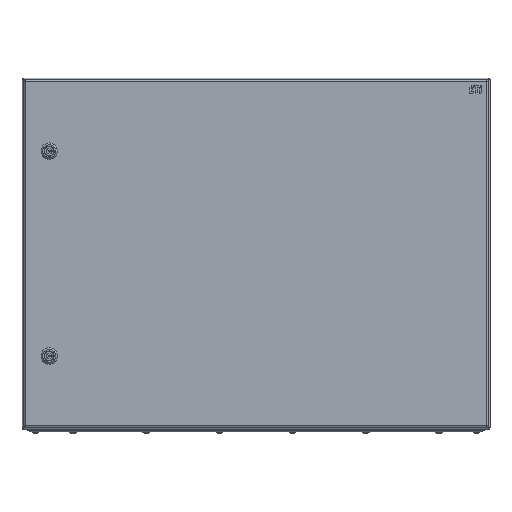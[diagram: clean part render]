
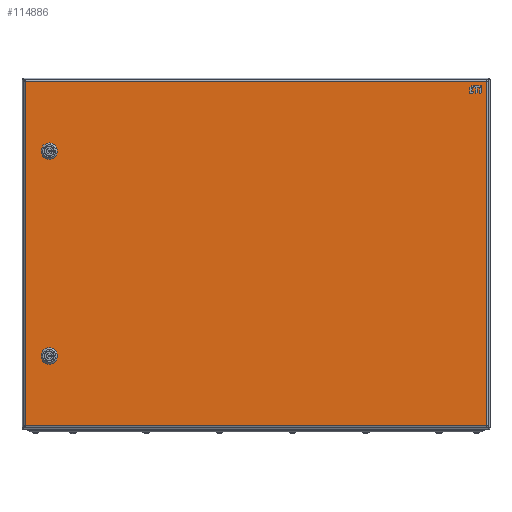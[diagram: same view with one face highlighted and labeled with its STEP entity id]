
A CAD part, front view. The second image highlights one B-rep face of the part: STEP entity #114886.
In plain terms, the highlighted face is planar.
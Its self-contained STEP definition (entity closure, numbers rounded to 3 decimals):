
#113875=DIRECTION('',(0.,1.,0.));
#113876=VECTOR('',#113875,788.4);
#113877=CARTESIAN_POINT('',(-294.5,-294.2,0.));
#113878=LINE('',#113877,#113876);
#113889=CARTESIAN_POINT('',(-175.,-253.7,0.));
#113890=DIRECTION('',(0.,0.,-1.));
#113891=DIRECTION('',(-0.893,0.449,0.));
#113892=AXIS2_PLACEMENT_3D('',#113889,#113890,#113891);
#113897=DIRECTION('',(1.,0.,0.));
#113898=VECTOR('',#113897,10.111);
#113899=CARTESIAN_POINT('',(-180.056,-243.65,0.));
#113900=LINE('',#113899,#113898);
#113904=CARTESIAN_POINT('',(-175.,-253.7,0.));
#113905=DIRECTION('',(0.,0.,-1.));
#113906=DIRECTION('',(0.449,0.893,0.));
#113907=AXIS2_PLACEMENT_3D('',#113904,#113905,#113906);
#113912=DIRECTION('',(0.,-1.,0.));
#113913=VECTOR('',#113912,10.111);
#113914=CARTESIAN_POINT('',(-164.95,-248.644,0.));
#113915=LINE('',#113914,#113913);
#113919=CARTESIAN_POINT('',(-175.,-253.7,0.));
#113920=DIRECTION('',(0.,0.,-1.));
#113921=DIRECTION('',(0.893,-0.449,0.));
#113922=AXIS2_PLACEMENT_3D('',#113919,#113920,#113921);
#113927=DIRECTION('',(-1.,0.,0.));
#113928=VECTOR('',#113927,10.111);
#113929=CARTESIAN_POINT('',(-169.944,-263.75,0.));
#113930=LINE('',#113929,#113928);
#113934=CARTESIAN_POINT('',(-175.,-253.7,0.));
#113935=DIRECTION('',(0.,0.,-1.));
#113936=DIRECTION('',(-0.449,-0.893,0.));
#113937=AXIS2_PLACEMENT_3D('',#113934,#113935,#113936);
#113942=DIRECTION('',(0.,1.,0.));
#113943=VECTOR('',#113942,10.111);
#113944=CARTESIAN_POINT('',(-185.05,-258.756,0.));
#113945=LINE('',#113944,#113943);
#113949=DIRECTION('',(-1.,0.,0.));
#113950=VECTOR('',#113949,10.111);
#113951=CARTESIAN_POINT('',(180.056,-263.75,0.));
#113952=LINE('',#113951,#113950);
#113956=CARTESIAN_POINT('',(175.,-253.7,0.));
#113957=DIRECTION('',(0.,0.,-1.));
#113958=DIRECTION('',(-0.449,-0.893,0.));
#113959=AXIS2_PLACEMENT_3D('',#113956,#113957,#113958);
#113964=DIRECTION('',(0.,1.,0.));
#113965=VECTOR('',#113964,10.111);
#113966=CARTESIAN_POINT('',(164.95,-258.756,0.));
#113967=LINE('',#113966,#113965);
#113971=CARTESIAN_POINT('',(175.,-253.7,0.));
#113972=DIRECTION('',(0.,0.,-1.));
#113973=DIRECTION('',(-0.893,0.449,0.));
#113974=AXIS2_PLACEMENT_3D('',#113971,#113972,#113973);
#113979=DIRECTION('',(1.,0.,0.));
#113980=VECTOR('',#113979,10.111);
#113981=CARTESIAN_POINT('',(169.944,-243.65,0.));
#113982=LINE('',#113981,#113980);
#113986=CARTESIAN_POINT('',(175.,-253.7,0.));
#113987=DIRECTION('',(0.,0.,-1.));
#113988=DIRECTION('',(0.449,0.893,0.));
#113989=AXIS2_PLACEMENT_3D('',#113986,#113987,#113988);
#113994=DIRECTION('',(0.,-1.,0.));
#113995=VECTOR('',#113994,10.111);
#113996=CARTESIAN_POINT('',(185.05,-248.644,0.));
#113997=LINE('',#113996,#113995);
#114001=CARTESIAN_POINT('',(175.,-253.7,0.));
#114002=DIRECTION('',(0.,0.,-1.));
#114003=DIRECTION('',(0.893,-0.449,0.));
#114004=AXIS2_PLACEMENT_3D('',#114001,#114002,#114003);
#114016=DIRECTION('',(0.,-1.,0.));
#114017=VECTOR('',#114016,788.4);
#114018=CARTESIAN_POINT('',(294.5,494.2,0.));
#114019=LINE('',#114018,#114017);
#114096=DIRECTION('',(1.,0.,0.));
#114097=VECTOR('',#114096,589.);
#114098=CARTESIAN_POINT('',(-294.5,494.2,0.));
#114099=LINE('',#114098,#114097);
#114165=DIRECTION('',(-1.,0.,0.));
#114166=VECTOR('',#114165,589.);
#114167=CARTESIAN_POINT('',(294.5,-294.2,0.));
#114168=LINE('',#114167,#114166);
#114626=CARTESIAN_POINT('',(-294.5,-294.2,0.));
#114627=CARTESIAN_POINT('',(-294.5,494.2,0.));
#114628=VERTEX_POINT('',#114626);
#114629=VERTEX_POINT('',#114627);
#114630=CARTESIAN_POINT('',(294.5,494.2,0.));
#114631=CARTESIAN_POINT('',(294.5,-294.2,0.));
#114632=VERTEX_POINT('',#114630);
#114633=VERTEX_POINT('',#114631);
#114634=CARTESIAN_POINT('',(-185.05,-248.644,0.));
#114635=CARTESIAN_POINT('',(-180.056,-243.65,0.));
#114636=VERTEX_POINT('',#114634);
#114637=VERTEX_POINT('',#114635);
#114638=CARTESIAN_POINT('',(-169.944,-243.65,0.));
#114639=VERTEX_POINT('',#114638);
#114640=CARTESIAN_POINT('',(-164.95,-248.644,0.));
#114641=VERTEX_POINT('',#114640);
#114642=CARTESIAN_POINT('',(-164.95,-258.756,0.));
#114643=VERTEX_POINT('',#114642);
#114644=CARTESIAN_POINT('',(-169.944,-263.75,0.));
#114645=VERTEX_POINT('',#114644);
#114646=CARTESIAN_POINT('',(-180.056,-263.75,0.));
#114647=VERTEX_POINT('',#114646);
#114648=CARTESIAN_POINT('',(-185.05,-258.756,0.));
#114649=VERTEX_POINT('',#114648);
#114650=CARTESIAN_POINT('',(180.056,-263.75,0.));
#114651=CARTESIAN_POINT('',(169.944,-263.75,0.));
#114652=VERTEX_POINT('',#114650);
#114653=VERTEX_POINT('',#114651);
#114654=CARTESIAN_POINT('',(164.95,-258.756,0.));
#114655=VERTEX_POINT('',#114654);
#114656=CARTESIAN_POINT('',(164.95,-248.644,0.));
#114657=VERTEX_POINT('',#114656);
#114658=CARTESIAN_POINT('',(169.944,-243.65,0.));
#114659=VERTEX_POINT('',#114658);
#114660=CARTESIAN_POINT('',(180.056,-243.65,0.));
#114661=VERTEX_POINT('',#114660);
#114662=CARTESIAN_POINT('',(185.05,-248.644,0.));
#114663=VERTEX_POINT('',#114662);
#114664=CARTESIAN_POINT('',(185.05,-258.756,0.));
#114665=VERTEX_POINT('',#114664);
#114836=CARTESIAN_POINT('',(0.,0.,0.));
#114837=DIRECTION('',(0.,0.,-1.));
#114838=DIRECTION('',(-1.,0.,0.));
#114839=AXIS2_PLACEMENT_3D('',#114836,#114837,#114838);
#114840=PLANE('',#114839);
#114842=ORIENTED_EDGE('',*,*,#114841,.F.);
#114844=ORIENTED_EDGE('',*,*,#114843,.F.);
#114845=ORIENTED_EDGE('',*,*,#114826,.F.);
#114847=ORIENTED_EDGE('',*,*,#114846,.F.);
#114848=EDGE_LOOP('',(#114842,#114844,#114845,#114847));
#114849=FACE_OUTER_BOUND('',#114848,.F.);
#114851=ORIENTED_EDGE('',*,*,#114850,.T.);
#114853=ORIENTED_EDGE('',*,*,#114852,.T.);
#114855=ORIENTED_EDGE('',*,*,#114854,.T.);
#114857=ORIENTED_EDGE('',*,*,#114856,.T.);
#114859=ORIENTED_EDGE('',*,*,#114858,.T.);
#114861=ORIENTED_EDGE('',*,*,#114860,.T.);
#114863=ORIENTED_EDGE('',*,*,#114862,.T.);
#114865=ORIENTED_EDGE('',*,*,#114864,.T.);
#114866=EDGE_LOOP('',(#114851,#114853,#114855,#114857,#114859,#114861,#114863,
#114865));
#114867=FACE_BOUND('',#114866,.F.);
#114869=ORIENTED_EDGE('',*,*,#114868,.T.);
#114871=ORIENTED_EDGE('',*,*,#114870,.T.);
#114873=ORIENTED_EDGE('',*,*,#114872,.T.);
#114875=ORIENTED_EDGE('',*,*,#114874,.T.);
#114877=ORIENTED_EDGE('',*,*,#114876,.T.);
#114879=ORIENTED_EDGE('',*,*,#114878,.T.);
#114881=ORIENTED_EDGE('',*,*,#114880,.T.);
#114883=ORIENTED_EDGE('',*,*,#114882,.T.);
#114884=EDGE_LOOP('',(#114869,#114871,#114873,#114875,#114877,#114879,#114881,
#114883));
#114885=FACE_BOUND('',#114884,.F.);
#113893=CIRCLE('',#113892,11.25);
#113908=CIRCLE('',#113907,11.25);
#113923=CIRCLE('',#113922,11.25);
#113938=CIRCLE('',#113937,11.25);
#113960=CIRCLE('',#113959,11.25);
#113975=CIRCLE('',#113974,11.25);
#113990=CIRCLE('',#113989,11.25);
#114005=CIRCLE('',#114004,11.25);
#114826=EDGE_CURVE('',#114628,#114629,#113878,.T.);
#114841=EDGE_CURVE('',#114632,#114633,#114019,.T.);
#114843=EDGE_CURVE('',#114629,#114632,#114099,.T.);
#114846=EDGE_CURVE('',#114633,#114628,#114168,.T.);
#114850=EDGE_CURVE('',#114636,#114637,#113893,.T.);
#114852=EDGE_CURVE('',#114637,#114639,#113900,.T.);
#114854=EDGE_CURVE('',#114639,#114641,#113908,.T.);
#114856=EDGE_CURVE('',#114641,#114643,#113915,.T.);
#114858=EDGE_CURVE('',#114643,#114645,#113923,.T.);
#114860=EDGE_CURVE('',#114645,#114647,#113930,.T.);
#114862=EDGE_CURVE('',#114647,#114649,#113938,.T.);
#114864=EDGE_CURVE('',#114649,#114636,#113945,.T.);
#114868=EDGE_CURVE('',#114652,#114653,#113952,.T.);
#114870=EDGE_CURVE('',#114653,#114655,#113960,.T.);
#114872=EDGE_CURVE('',#114655,#114657,#113967,.T.);
#114874=EDGE_CURVE('',#114657,#114659,#113975,.T.);
#114876=EDGE_CURVE('',#114659,#114661,#113982,.T.);
#114878=EDGE_CURVE('',#114661,#114663,#113990,.T.);
#114880=EDGE_CURVE('',#114663,#114665,#113997,.T.);
#114882=EDGE_CURVE('',#114665,#114652,#114005,.T.);
#114886=ADVANCED_FACE('',(#114849,#114867,#114885),#114840,.T.);
